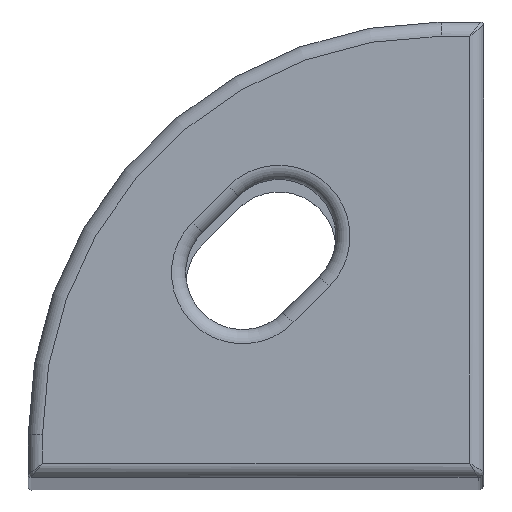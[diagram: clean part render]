
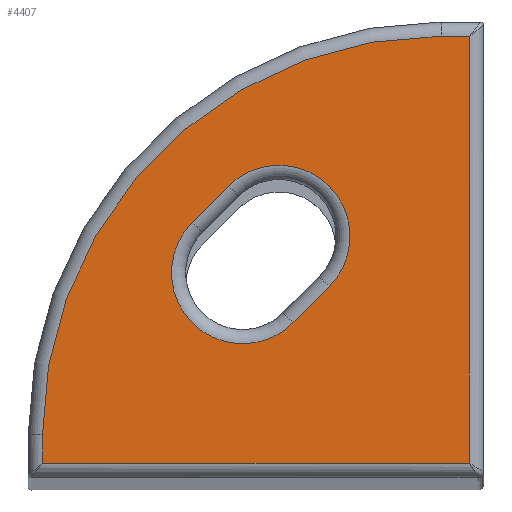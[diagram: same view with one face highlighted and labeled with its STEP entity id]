
A CAD part, top view. The second image highlights one B-rep face of the part: STEP entity #4407.
In plain terms, the highlighted planar face has unit normal (0, 0, 1).
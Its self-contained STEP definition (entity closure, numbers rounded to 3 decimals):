
#2921=DIRECTION('',(1.,0.,0.));
#2922=VECTOR('',#2921,15.);
#2923=CARTESIAN_POINT('',(-15.5,0.5,126.65));
#2924=LINE('',#2923,#2922);
#2928=DIRECTION('',(0.,-1.,0.));
#2929=VECTOR('',#2928,1.);
#2930=CARTESIAN_POINT('',(-15.5,1.5,126.65));
#2931=LINE('',#2930,#2929);
#2935=CARTESIAN_POINT('',(-1.5,1.5,126.65));
#2936=DIRECTION('',(0.,0.,1.));
#2937=DIRECTION('',(0.,1.,0.));
#2938=AXIS2_PLACEMENT_3D('',#2935,#2936,#2937);
#2943=DIRECTION('',(-1.,0.,0.));
#2944=VECTOR('',#2943,1.);
#2945=CARTESIAN_POINT('',(-0.5,15.5,126.65));
#2946=LINE('',#2945,#2944);
#2950=DIRECTION('',(0.,1.,0.));
#2951=VECTOR('',#2950,15.);
#2952=CARTESIAN_POINT('',(-0.5,0.5,126.65));
#2953=LINE('',#2952,#2951);
#2957=CARTESIAN_POINT('',(-8.468,7.196,126.65));
#2958=DIRECTION('',(0.,0.,1.));
#2959=DIRECTION('',(-0.707,0.707,0.));
#2960=AXIS2_PLACEMENT_3D('',#2957,#2958,#2959);
#2965=DIRECTION('',(0.707,0.707,0.));
#2966=VECTOR('',#2965,1.8);
#2967=CARTESIAN_POINT('',(-6.701,5.428,126.65));
#2968=LINE('',#2967,#2966);
#2972=CARTESIAN_POINT('',(-7.196,8.468,126.65));
#2973=DIRECTION('',(0.,0.,1.));
#2974=DIRECTION('',(0.707,-0.707,0.));
#2975=AXIS2_PLACEMENT_3D('',#2972,#2973,#2974);
#2980=DIRECTION('',(-0.707,-0.707,0.));
#2981=VECTOR('',#2980,1.8);
#2982=CARTESIAN_POINT('',(-8.963,10.236,126.65));
#2983=LINE('',#2982,#2981);
#4067=CARTESIAN_POINT('',(-15.5,0.5,126.65));
#4068=CARTESIAN_POINT('',(-0.5,0.5,126.65));
#4069=VERTEX_POINT('',#4067);
#4070=VERTEX_POINT('',#4068);
#4071=CARTESIAN_POINT('',(-0.5,15.5,126.65));
#4072=VERTEX_POINT('',#4071);
#4081=CARTESIAN_POINT('',(-15.5,1.5,126.65));
#4082=VERTEX_POINT('',#4081);
#4083=CARTESIAN_POINT('',(-1.5,15.5,126.65));
#4084=VERTEX_POINT('',#4083);
#4229=CARTESIAN_POINT('',(-10.236,8.963,126.65));
#4230=CARTESIAN_POINT('',(-6.701,5.428,126.65));
#4231=VERTEX_POINT('',#4229);
#4232=VERTEX_POINT('',#4230);
#4235=CARTESIAN_POINT('',(-5.428,6.701,126.65));
#4236=VERTEX_POINT('',#4235);
#4239=CARTESIAN_POINT('',(-8.963,10.236,126.65));
#4240=VERTEX_POINT('',#4239);
#4381=CARTESIAN_POINT('',(0.,0.,126.65));
#4382=DIRECTION('',(0.,0.,1.));
#4383=DIRECTION('',(1.,0.,0.));
#4384=AXIS2_PLACEMENT_3D('',#4381,#4382,#4383);
#4385=PLANE('',#4384);
#4387=ORIENTED_EDGE('',*,*,#4386,.F.);
#4389=ORIENTED_EDGE('',*,*,#4388,.F.);
#4391=ORIENTED_EDGE('',*,*,#4390,.F.);
#4392=ORIENTED_EDGE('',*,*,#4371,.F.);
#4394=ORIENTED_EDGE('',*,*,#4393,.F.);
#4395=EDGE_LOOP('',(#4387,#4389,#4391,#4392,#4394));
#4396=FACE_OUTER_BOUND('',#4395,.F.);
#4398=ORIENTED_EDGE('',*,*,#4397,.T.);
#4400=ORIENTED_EDGE('',*,*,#4399,.T.);
#4402=ORIENTED_EDGE('',*,*,#4401,.T.);
#4404=ORIENTED_EDGE('',*,*,#4403,.T.);
#4405=EDGE_LOOP('',(#4398,#4400,#4402,#4404));
#4406=FACE_BOUND('',#4405,.F.);
#2939=CIRCLE('',#2938,14.);
#2961=CIRCLE('',#2960,2.5);
#2976=CIRCLE('',#2975,2.5);
#4371=EDGE_CURVE('',#4072,#4084,#2946,.T.);
#4386=EDGE_CURVE('',#4069,#4070,#2924,.T.);
#4388=EDGE_CURVE('',#4082,#4069,#2931,.T.);
#4390=EDGE_CURVE('',#4084,#4082,#2939,.T.);
#4393=EDGE_CURVE('',#4070,#4072,#2953,.T.);
#4397=EDGE_CURVE('',#4231,#4232,#2961,.T.);
#4399=EDGE_CURVE('',#4232,#4236,#2968,.T.);
#4401=EDGE_CURVE('',#4236,#4240,#2976,.T.);
#4403=EDGE_CURVE('',#4240,#4231,#2983,.T.);
#4407=ADVANCED_FACE('',(#4396,#4406),#4385,.T.);
